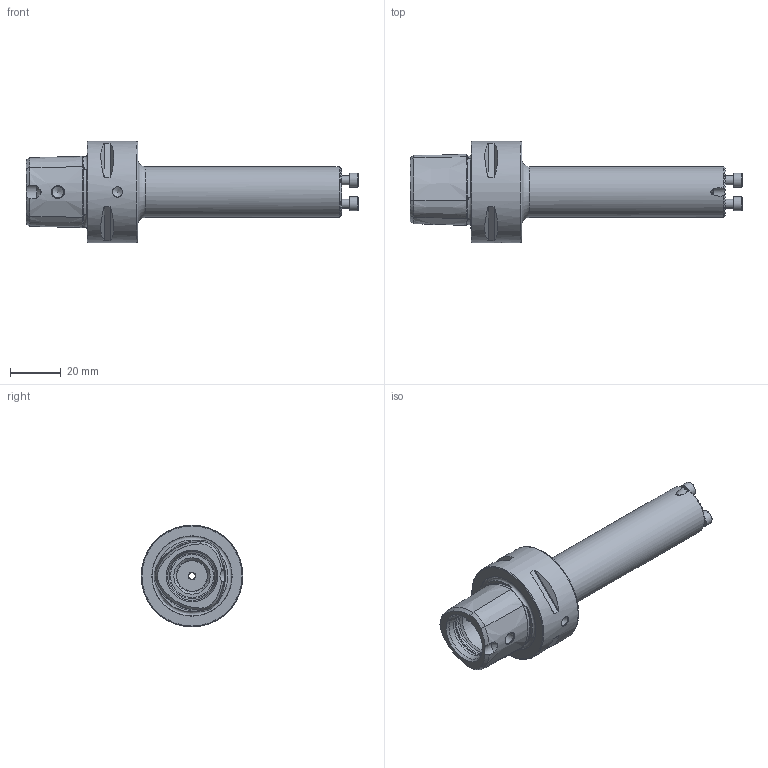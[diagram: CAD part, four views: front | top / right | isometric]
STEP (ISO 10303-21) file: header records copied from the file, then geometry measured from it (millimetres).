
FILE_DESCRIPTION (( 'STEP AP214' ), '1' );
FILE_NAME ('PS4.WK4.020.122.STEP', '2020-03-09T08:57:55', ( '' ), ( '' ), 'SwSTEP 2.0', 'SolidWorks 2017', '' );
FILE_SCHEMA (( 'AUTOMOTIVE_DESIGN' ));
Length unit declared in the file: millimetre
Products named in the file (7): WK4-ER1.012.075_A_Fertigbearbeitung; DIN 3771 - 6x1; ISO 4026 - M3 x 3; ISCAR M3.5 x 10; PS4-WK4.020.122_B; PS4.WK4.020.122; WK4-ER1.012.002_A_aufgebohrt
Assembly tree (9 placements, depth 2):
  PS4.WK4.020.122
    PS4-WK4.020.122_B
    ISCAR M3.5 x 10  x3
    DIN 3771 - 6x1
    WK4-ER1.012.002_A_aufgebohrt
    WK4-ER1.012.075_A_Fertigbearbeitung
    ISO 4026 - M3 x 3  x2
Bounding box: 130.6 x 40 x 40 mm (x, y, z)
Volume: 55305.1 mm3; surface area: 22009 mm2
Topology: 9 solids, 9 shells, 356 faces, 924 edges, 588 vertices
Faces by surface type: plane 188, cylinder 77, cone 65, torus 26
Full cylindrical faces by diameter (mm): 2.5 x6, 2.9 x4, 3 x3, 3.3 x2, 3.5 x3, 4 x1, 4.6 x2, 5.5 x3, 6 x2, 6.8 x1, 7.4 x1, 12 x1, 12.5 x2, 18 x2, 20 x2, 40 x1
Entity records: 10785 total; most frequent: CARTESIAN_POINT 3754, ORIENTED_EDGE 1422, DIRECTION 1242, EDGE_CURVE 711, AXIS2_PLACEMENT_3D 511, VERTEX_POINT 489, EDGE_LOOP 378, FACE_OUTER_BOUND 337
